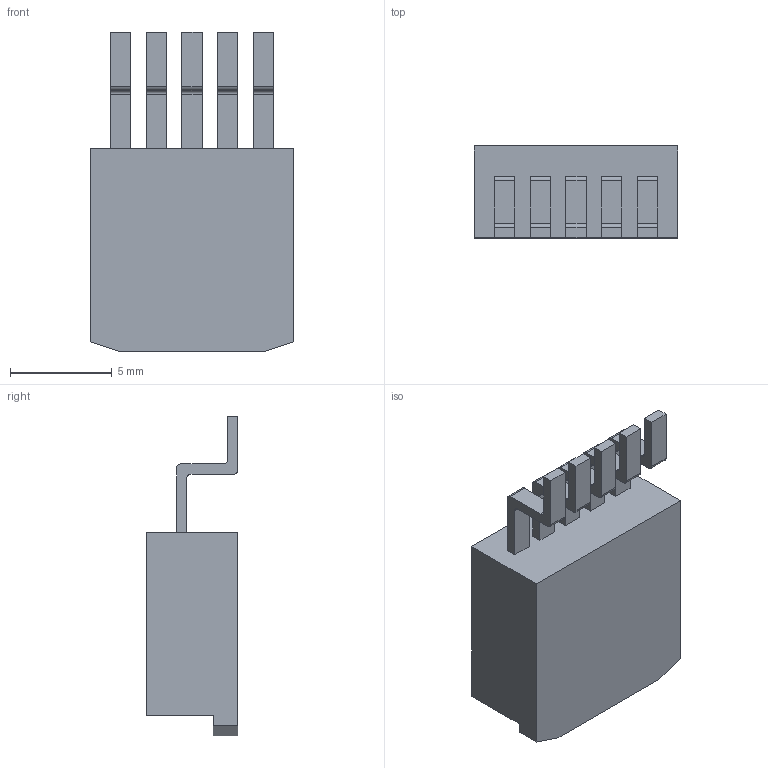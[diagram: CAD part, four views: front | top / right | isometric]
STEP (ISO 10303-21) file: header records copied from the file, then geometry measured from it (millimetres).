
FILE_DESCRIPTION (( 'STEP AP214' ), '1' );
FILE_NAME ('XL2015.STEP', '2020-07-22T04:18:14', ( '' ), ( '' ), 'SwSTEP 2.0', 'SolidWorks 2018', '' );
FILE_SCHEMA (( 'AUTOMOTIVE_DESIGN' ));
Length unit declared in the file: millimetre
Products named in the file (1): XL2015
Bounding box: 10 x 4.5 x 15.7 mm (x, y, z)
Volume: 436.4 mm3; surface area: 494.9 mm2
Topology: 1 solids, 1 shells, 143 faces, 384 edges, 256 vertices
Faces by surface type: plane 106, cylinder 20, bspline 17
Entity records: 6452 total; most frequent: CARTESIAN_POINT 2089, ORIENTED_EDGE 768, DIRECTION 644, EDGE_CURVE 384, VECTOR 310, LINE 310, VERTEX_POINT 256, AXIS2_PLACEMENT_3D 167
